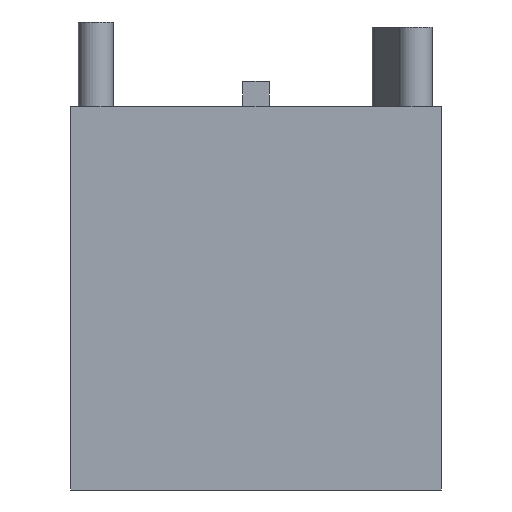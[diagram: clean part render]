
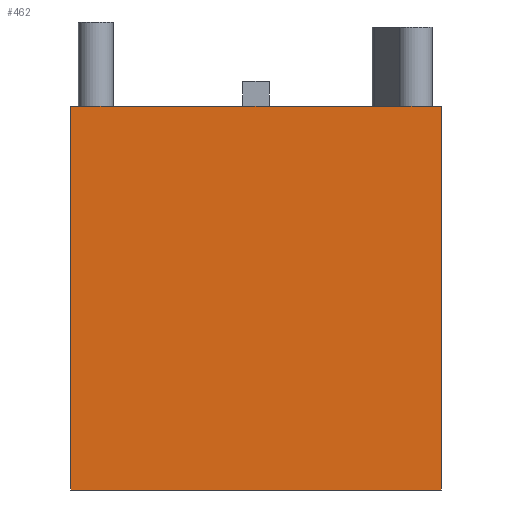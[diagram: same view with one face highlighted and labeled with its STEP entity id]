
A CAD part, front view. The second image highlights one B-rep face of the part: STEP entity #462.
In plain terms, the highlighted planar face has unit normal (0, -1, 0).
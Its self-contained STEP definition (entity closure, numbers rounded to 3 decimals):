
#27=DIRECTION('',(1.,0.,0.));
#28=VECTOR('',#27,16.165);
#29=CARTESIAN_POINT('',(-17.425,-4.91,0.));
#30=LINE('',#29,#28);
#43=DIRECTION('',(1.,0.,0.));
#44=VECTOR('',#43,16.165);
#45=CARTESIAN_POINT('',(1.26,-4.91,0.));
#46=LINE('',#45,#44);
#125=DIRECTION('',(1.,0.,0.));
#126=VECTOR('',#125,2.52);
#127=CARTESIAN_POINT('',(-1.26,-4.91,0.));
#128=LINE('',#127,#126);
#129=DIRECTION('',(0.,0.,-1.));
#130=VECTOR('',#129,36.1);
#131=CARTESIAN_POINT('',(-17.425,-4.91,0.));
#132=LINE('',#131,#130);
#133=DIRECTION('',(0.,0.,-1.));
#134=VECTOR('',#133,36.1);
#135=CARTESIAN_POINT('',(17.425,-4.91,0.));
#136=LINE('',#135,#134);
#149=DIRECTION('',(1.,0.,0.));
#150=VECTOR('',#149,34.85);
#151=CARTESIAN_POINT('',(-17.425,-4.91,-36.1));
#152=LINE('',#151,#150);
#234=CARTESIAN_POINT('',(-17.425,-4.91,0.));
#236=VERTEX_POINT('',#234);
#237=CARTESIAN_POINT('',(17.425,-4.91,0.));
#239=VERTEX_POINT('',#237);
#242=CARTESIAN_POINT('',(-17.425,-4.91,-36.1));
#244=VERTEX_POINT('',#242);
#245=CARTESIAN_POINT('',(17.425,-4.91,-36.1));
#246=VERTEX_POINT('',#245);
#269=CARTESIAN_POINT('',(-1.26,-4.91,0.));
#271=VERTEX_POINT('',#269);
#273=CARTESIAN_POINT('',(1.26,-4.91,0.));
#275=VERTEX_POINT('',#273);
#446=CARTESIAN_POINT('',(-17.425,-4.91,0.));
#447=DIRECTION('',(0.,-1.,0.));
#448=DIRECTION('',(1.,0.,0.));
#449=AXIS2_PLACEMENT_3D('',#446,#447,#448);
#450=PLANE('',#449);
#451=ORIENTED_EDGE('',*,*,#437,.T.);
#452=ORIENTED_EDGE('',*,*,#316,.T.);
#454=ORIENTED_EDGE('',*,*,#453,.T.);
#456=ORIENTED_EDGE('',*,*,#455,.F.);
#458=ORIENTED_EDGE('',*,*,#457,.F.);
#459=ORIENTED_EDGE('',*,*,#308,.T.);
#460=EDGE_LOOP('',(#451,#452,#454,#456,#458,#459));
#461=FACE_OUTER_BOUND('',#460,.F.);
#308=EDGE_CURVE('',#236,#271,#30,.T.);
#316=EDGE_CURVE('',#275,#239,#46,.T.);
#437=EDGE_CURVE('',#271,#275,#128,.T.);
#453=EDGE_CURVE('',#239,#246,#136,.T.);
#455=EDGE_CURVE('',#244,#246,#152,.T.);
#457=EDGE_CURVE('',#236,#244,#132,.T.);
#462=ADVANCED_FACE('',(#461),#450,.T.);
